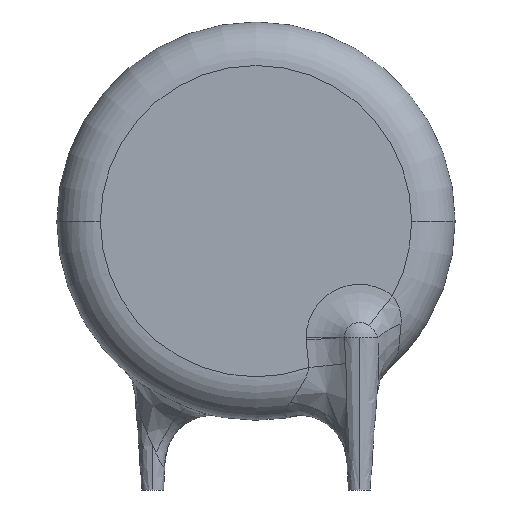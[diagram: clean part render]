
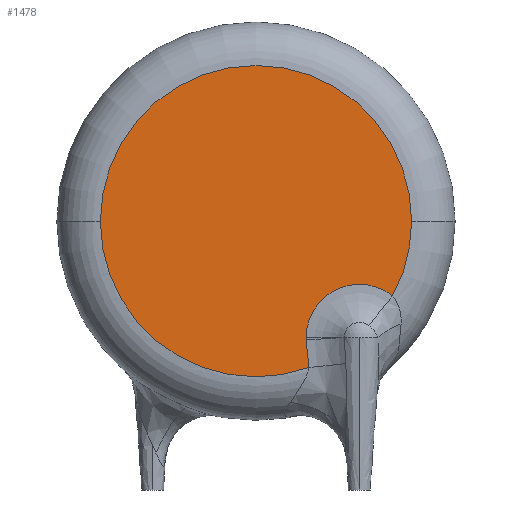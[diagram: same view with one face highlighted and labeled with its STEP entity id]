
A CAD part, front view. The second image highlights one B-rep face of the part: STEP entity #1478.
In plain terms, the highlighted planar face has unit normal (0, -1, 0).
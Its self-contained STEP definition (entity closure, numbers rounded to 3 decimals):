
#32 = EDGE_CURVE('',#33,#35,#37,.T.);
#33 = VERTEX_POINT('',#34);
#34 = CARTESIAN_POINT('',(2.303,-2.,7.139));
#35 = VERTEX_POINT('',#36);
#36 = CARTESIAN_POINT('',(2.301,-2.,7.25));
#37 = CIRCLE('',#38,2.449);
#38 = AXIS2_PLACEMENT_3D('',#39,#40,#41);
#39 = CARTESIAN_POINT('',(4.75,-2.,7.25));
#40 = DIRECTION('',(0.,1.,0.));
#41 = DIRECTION('',(1.,0.,0.));
#570 = VERTEX_POINT('',#571);
#571 = CARTESIAN_POINT('',(-7.15,-2.,12.6));
#578 = EDGE_CURVE('',#579,#570,#581,.T.);
#579 = VERTEX_POINT('',#580);
#580 = CARTESIAN_POINT('',(7.15,-2.,12.6));
#581 = CIRCLE('',#582,7.15);
#582 = AXIS2_PLACEMENT_3D('',#583,#584,#585);
#583 = CARTESIAN_POINT('',(0.,-2.,12.6));
#584 = DIRECTION('',(0.,-1.,0.));
#585 = DIRECTION('',(1.,0.,0.));
#1405 = EDGE_CURVE('',#1406,#579,#1408,.T.);
#1406 = VERTEX_POINT('',#1407);
#1407 = CARTESIAN_POINT('',(6.273,-2.,9.169));
#1408 = CIRCLE('',#1409,7.15);
#1409 = AXIS2_PLACEMENT_3D('',#1410,#1411,#1412);
#1410 = CARTESIAN_POINT('',(0.,-2.,12.6));
#1411 = DIRECTION('',(0.,-1.,0.));
#1412 = DIRECTION('',(1.,0.,0.));
#1427 = VERTEX_POINT('',#1428);
#1428 = CARTESIAN_POINT('',(2.434,-2.,5.877));
#1441 = EDGE_CURVE('',#570,#1427,#1442,.T.);
#1442 = CIRCLE('',#1443,7.15);
#1443 = AXIS2_PLACEMENT_3D('',#1444,#1445,#1446);
#1444 = CARTESIAN_POINT('',(0.,-2.,12.6));
#1445 = DIRECTION('',(0.,-1.,0.));
#1446 = DIRECTION('',(1.,0.,0.));
#1478 = ADVANCED_FACE('',(#1479),#1499,.T.);
#1479 = FACE_BOUND('',#1480,.T.);
#1480 = EDGE_LOOP('',(#1481,#1488,#1489,#1496,#1497,#1498));
#1481 = ORIENTED_EDGE('',*,*,#1482,.T.);
#1482 = EDGE_CURVE('',#1427,#33,#1483,.T.);
#1483 = B_SPLINE_CURVE_WITH_KNOTS('',3,(#1484,#1485,#1486,#1487),
  .UNSPECIFIED.,.F.,.F.,(4,4),(0.,0.001),
  .PIECEWISE_BEZIER_KNOTS.);
#1484 = CARTESIAN_POINT('',(2.434,-2.,5.877));
#1485 = CARTESIAN_POINT('',(2.39,-2.,6.298));
#1486 = CARTESIAN_POINT('',(2.346,-2.,6.718));
#1487 = CARTESIAN_POINT('',(2.303,-2.,7.139));
#1488 = ORIENTED_EDGE('',*,*,#32,.T.);
#1489 = ORIENTED_EDGE('',*,*,#1490,.T.);
#1490 = EDGE_CURVE('',#35,#1406,#1491,.T.);
#1491 = CIRCLE('',#1492,2.449);
#1492 = AXIS2_PLACEMENT_3D('',#1493,#1494,#1495);
#1493 = CARTESIAN_POINT('',(4.75,-2.,7.25));
#1494 = DIRECTION('',(0.,1.,0.));
#1495 = DIRECTION('',(1.,0.,0.));
#1496 = ORIENTED_EDGE('',*,*,#1405,.T.);
#1497 = ORIENTED_EDGE('',*,*,#578,.T.);
#1498 = ORIENTED_EDGE('',*,*,#1441,.T.);
#1499 = PLANE('',#1500);
#1500 = AXIS2_PLACEMENT_3D('',#1501,#1502,#1503);
#1501 = CARTESIAN_POINT('',(0.,-2.,12.6));
#1502 = DIRECTION('',(0.,-1.,0.));
#1503 = DIRECTION('',(1.,0.,0.));
